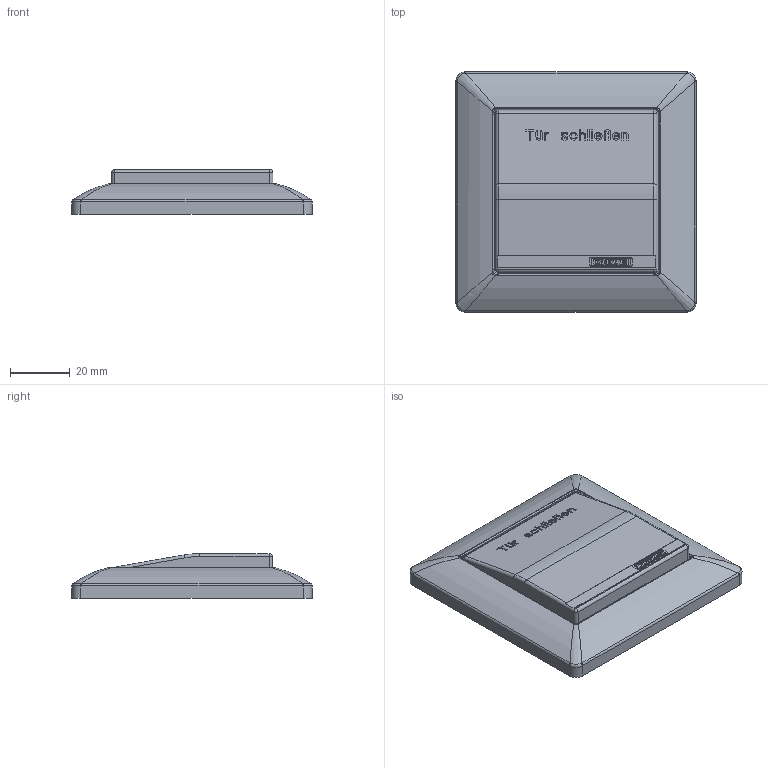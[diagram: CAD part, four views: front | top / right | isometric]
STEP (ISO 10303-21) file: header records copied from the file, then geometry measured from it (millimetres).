
FILE_DESCRIPTION(('CoCreate Modeling STEP Export'),'2;1');
FILE_NAME('20520-K-009_Unterbrechertaster_Unterputz.stp','2011-04-27T15:43:18',(''),(''),'CoCreate Modeling STEP processor for AP214 (Solid Model)','CoCreate Modeling 17.0B 09-Oct-2010 (C) Parametric Technology GmbH','');
FILE_SCHEMA(('AUTOMOTIVE_DESIGN { 1 0 10303 214 1 1 1 1 }'));
Length unit declared in the file: millimetre
Products named in the file (3): 21202-0-056; 21202-0-056_Taste; 20520-K-009_Unterbrechertaster_Unterputz
Assembly tree (2 placements, depth 2):
  20520-K-009_Unterbrechertaster_Unterputz
    21202-0-056_Taste
    21202-0-056
Bounding box: 80.32 x 80.32 x 15 mm (x, y, z)
Volume: 67462.8 mm3; surface area: 24148.4 mm2
Topology: 2 solids, 2 shells, 542 faces, 1498 edges, 980 vertices
Faces by surface type: plane 442, cylinder 41, bspline 32, extrusion 17, torus 6, sphere 4
Entity records: 22128 total; most frequent: CARTESIAN_POINT 8442, ORIENTED_EDGE 2988, DIRECTION 2461, EDGE_CURVE 1494, VECTOR 1309, LINE 1292, VERTEX_POINT 980, AXIS2_PLACEMENT_3D 576
